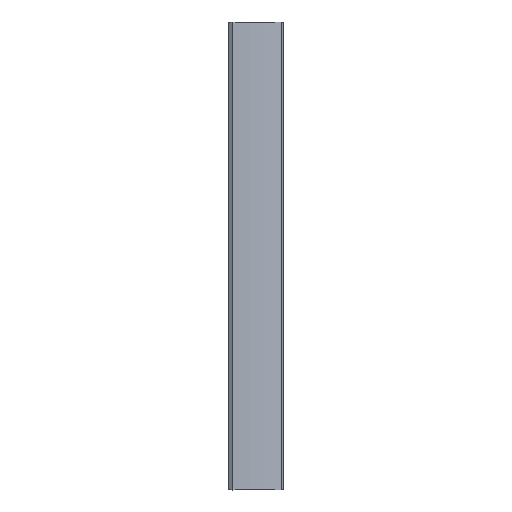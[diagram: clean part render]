
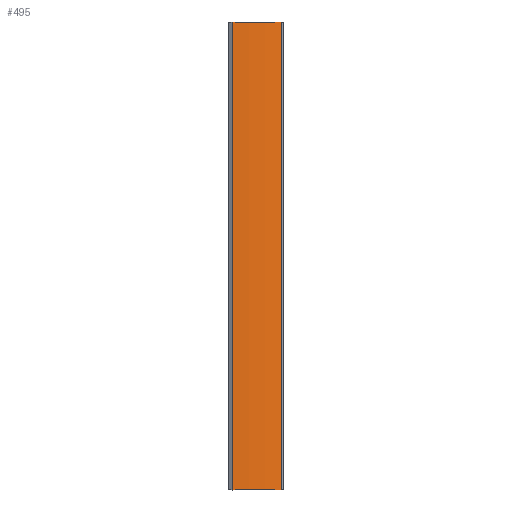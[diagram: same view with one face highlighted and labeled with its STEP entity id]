
A CAD part, left-side view. The second image highlights one B-rep face of the part: STEP entity #495.
In plain terms, the highlighted cylindrical face has radius 80 mm (diameter 160 mm), a partial arc.
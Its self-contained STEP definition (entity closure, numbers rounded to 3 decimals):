
#127=CARTESIAN_POINT('',(-60.164,10.078,198.4));
#128=VERTEX_POINT('',#127);
#136=CARTESIAN_POINT('',(-55.565,-10.262,198.4));
#137=VERTEX_POINT('',#136);
#138=CARTESIAN_POINT('',(19.5,17.4,198.4));
#139=DIRECTION('',(0.0,0.0,-1.0));
#140=DIRECTION('',(-0.995,-0.095,0.0));
#141=AXIS2_PLACEMENT_3D('',#138,#139,#140);
#142=CIRCLE('',#141,80.0);
#143=EDGE_CURVE('',#137,#128,#142,.T.);
#194=CARTESIAN_POINT('',(-60.164,10.078,0.0));
#195=VERTEX_POINT('',#194);
#203=CARTESIAN_POINT('',(-60.164,10.078,0.0));
#204=DIRECTION('',(0.0,0.0,1.0));
#205=VECTOR('',#204,198.4);
#206=LINE('',#203,#205);
#207=EDGE_CURVE('',#195,#128,#206,.T.);
#415=CARTESIAN_POINT('',(-55.565,-10.262,0.0));
#416=VERTEX_POINT('',#415);
#424=CARTESIAN_POINT('',(19.5,17.4,0.0));
#425=DIRECTION('',(0.0,0.0,1.0));
#426=DIRECTION('',(-0.995,-0.095,0.0));
#427=AXIS2_PLACEMENT_3D('',#424,#425,#426);
#428=CIRCLE('',#427,80.0);
#429=EDGE_CURVE('',#195,#416,#428,.T.);
#473=CARTESIAN_POINT('',(-55.565,-10.262,198.4));
#474=DIRECTION('',(0.0,0.0,-1.0));
#475=VECTOR('',#474,198.4);
#476=LINE('',#473,#475);
#477=EDGE_CURVE('',#137,#416,#476,.T.);
#484=CARTESIAN_POINT('',(19.5,17.4,0.0));
#485=DIRECTION('',(0.0,0.0,1.0));
#486=DIRECTION('',(-0.995,-0.095,0.0));
#487=AXIS2_PLACEMENT_3D('',#484,#485,#486);
#488=CYLINDRICAL_SURFACE('',#487,80.0);
#489=ORIENTED_EDGE('',*,*,#143,.T.);
#490=ORIENTED_EDGE('',*,*,#207,.F.);
#491=ORIENTED_EDGE('',*,*,#429,.T.);
#492=ORIENTED_EDGE('',*,*,#477,.F.);
#493=EDGE_LOOP('',(#489,#490,#491,#492));
#494=FACE_OUTER_BOUND('',#493,.T.);
#495=ADVANCED_FACE('',(#494),#488,.T.);
